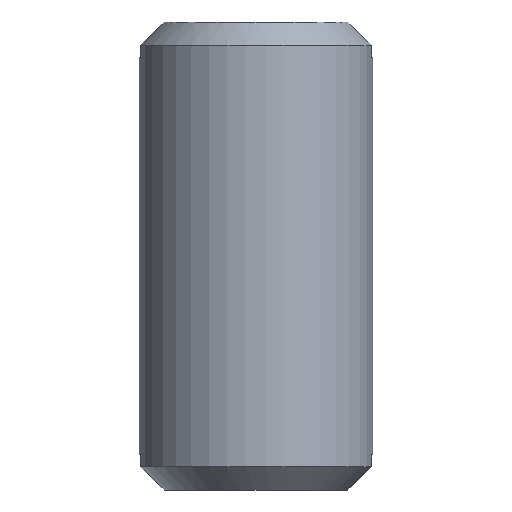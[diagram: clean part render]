
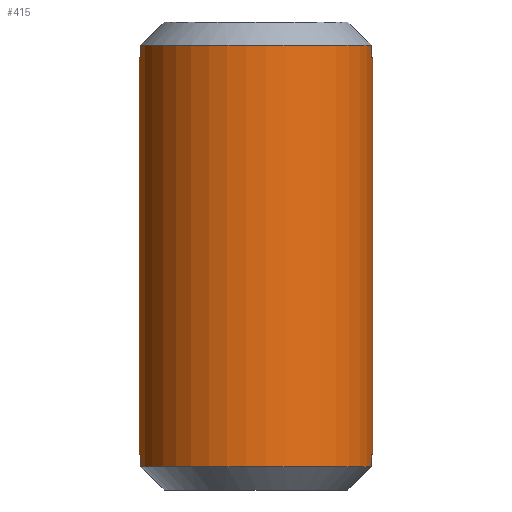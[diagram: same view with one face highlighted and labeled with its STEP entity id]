
A CAD part, front view. The second image highlights one B-rep face of the part: STEP entity #415.
In plain terms, the highlighted cylindrical face has radius 5 mm (diameter 10 mm), a partial arc.
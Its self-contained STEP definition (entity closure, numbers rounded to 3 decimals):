
#4 = CARTESIAN_POINT ( 'NONE',  ( -5., 0., -1.5 ) ) ;
#5 = VERTEX_POINT ( 'NONE', #141 ) ;
#6 = VERTEX_POINT ( 'NONE', #907 ) ;
#10 = CARTESIAN_POINT ( 'NONE',  ( 4.943, -0.75, -1.5 ) ) ;
#20 = VERTEX_POINT ( 'NONE', #541 ) ;
#29 = EDGE_CURVE ( 'NONE', #6, #615, #593, .T. ) ;
#31 = CARTESIAN_POINT ( 'NONE',  ( 4.943, -0.75, 0. ) ) ;
#47 = EDGE_CURVE ( 'NONE', #5, #521, #308, .T. ) ;
#49 = DIRECTION ( 'NONE',  ( 0., 0., 1. ) ) ;
#58 = DIRECTION ( 'NONE',  ( 0., 0., 1. ) ) ;
#60 = EDGE_CURVE ( 'NONE', #101, #174, #261, .T. ) ;
#61 = DIRECTION ( 'NONE',  ( 0., 0., -1. ) ) ;
#90 = DIRECTION ( 'NONE',  ( 1., 0., 0. ) ) ;
#101 = VERTEX_POINT ( 'NONE', #618 ) ;
#125 = DIRECTION ( 'NONE',  ( -1., 0., 0. ) ) ;
#129 = ORIENTED_EDGE ( 'NONE', *, *, #47, .T. ) ;
#132 = LINE ( 'NONE', #347, #829 ) ;
#141 = CARTESIAN_POINT ( 'NONE',  ( 4.943, -0.75, -18.5 ) ) ;
#159 = ORIENTED_EDGE ( 'NONE', *, *, #616, .T. ) ;
#160 = AXIS2_PLACEMENT_3D ( 'NONE', #336, #335, #125 ) ;
#167 = ORIENTED_EDGE ( 'NONE', *, *, #452, .T. ) ;
#174 = VERTEX_POINT ( 'NONE', #4 ) ;
#180 = EDGE_CURVE ( 'NONE', #20, #852, #768, .T. ) ;
#186 = VECTOR ( 'NONE', #577, 1000. ) ;
#199 = LINE ( 'NONE', #31, #517 ) ;
#234 = AXIS2_PLACEMENT_3D ( 'NONE', #661, #810, #873 ) ;
#237 = CARTESIAN_POINT ( 'NONE',  ( 5., 0., -18.5 ) ) ;
#260 = CARTESIAN_POINT ( 'NONE',  ( 0., 0., -18.5 ) ) ;
#261 = LINE ( 'NONE', #745, #429 ) ;
#266 = AXIS2_PLACEMENT_3D ( 'NONE', #378, #559, #90 ) ;
#271 = DIRECTION ( 'NONE',  ( -1., 0., 0. ) ) ;
#308 = CIRCLE ( 'NONE', #883, 5. ) ;
#333 = LINE ( 'NONE', #879, #863 ) ;
#335 = DIRECTION ( 'NONE',  ( 0., 0., -1. ) ) ;
#336 = CARTESIAN_POINT ( 'NONE',  ( 0., 0., -1.5 ) ) ;
#340 = DIRECTION ( 'NONE',  ( 0., 0., 1. ) ) ;
#341 = AXIS2_PLACEMENT_3D ( 'NONE', #604, #58, #754 ) ;
#347 = CARTESIAN_POINT ( 'NONE',  ( -4.943, -0.75, 0. ) ) ;
#358 = ORIENTED_EDGE ( 'NONE', *, *, #476, .T. ) ;
#363 = CARTESIAN_POINT ( 'NONE',  ( -4.943, -0.75, 0. ) ) ;
#370 = FACE_OUTER_BOUND ( 'NONE', #875, .T. ) ;
#378 = CARTESIAN_POINT ( 'NONE',  ( 0., 0., -18.5 ) ) ;
#387 = ORIENTED_EDGE ( 'NONE', *, *, #775, .T. ) ;
#415 = ADVANCED_FACE ( 'NONE', ( #370 ), #712, .T. ) ;
#426 = VERTEX_POINT ( 'NONE', #519 ) ;
#429 = VECTOR ( 'NONE', #737, 1000. ) ;
#452 = EDGE_CURVE ( 'NONE', #426, #174, #662, .T. ) ;
#454 = VECTOR ( 'NONE', #780, 1000. ) ;
#456 = CIRCLE ( 'NONE', #266, 5. ) ;
#461 = CARTESIAN_POINT ( 'NONE',  ( -4.943, -0.75, -1. ) ) ;
#462 = CARTESIAN_POINT ( 'NONE',  ( 4.943, -0.75, -19. ) ) ;
#476 = EDGE_CURVE ( 'NONE', #703, #426, #132, .T. ) ;
#481 = DIRECTION ( 'NONE',  ( 0., 0., 1. ) ) ;
#484 = DIRECTION ( 'NONE',  ( 1., 0., 0. ) ) ;
#485 = ORIENTED_EDGE ( 'NONE', *, *, #180, .T. ) ;
#517 = VECTOR ( 'NONE', #340, 1000. ) ;
#519 = CARTESIAN_POINT ( 'NONE',  ( -4.943, -0.75, -1.5 ) ) ;
#521 = VERTEX_POINT ( 'NONE', #237 ) ;
#526 = ORIENTED_EDGE ( 'NONE', *, *, #29, .T. ) ;
#527 = EDGE_CURVE ( 'NONE', #521, #6, #787, .T. ) ;
#530 = DIRECTION ( 'NONE',  ( 0., 0., -1. ) ) ;
#537 = ORIENTED_EDGE ( 'NONE', *, *, #726, .T. ) ;
#541 = CARTESIAN_POINT ( 'NONE',  ( -4.943, -0.75, -18.5 ) ) ;
#543 = CIRCLE ( 'NONE', #341, 5. ) ;
#545 = CARTESIAN_POINT ( 'NONE',  ( 4.943, -0.75, -1. ) ) ;
#554 = CIRCLE ( 'NONE', #865, 5. ) ;
#559 = DIRECTION ( 'NONE',  ( 0., 0., 1. ) ) ;
#570 = EDGE_CURVE ( 'NONE', #703, #602, #554, .T. ) ;
#577 = DIRECTION ( 'NONE',  ( 0., 0., 1. ) ) ;
#593 = CIRCLE ( 'NONE', #160, 5. ) ;
#599 = CARTESIAN_POINT ( 'NONE',  ( 0., 0., -1.5 ) ) ;
#602 = VERTEX_POINT ( 'NONE', #545 ) ;
#604 = CARTESIAN_POINT ( 'NONE',  ( 0., 0., -19. ) ) ;
#615 = VERTEX_POINT ( 'NONE', #10 ) ;
#616 = EDGE_CURVE ( 'NONE', #101, #20, #456, .T. ) ;
#618 = CARTESIAN_POINT ( 'NONE',  ( -5., 0., -18.5 ) ) ;
#625 = ORIENTED_EDGE ( 'NONE', *, *, #527, .T. ) ;
#639 = ORIENTED_EDGE ( 'NONE', *, *, #839, .T. ) ;
#661 = CARTESIAN_POINT ( 'NONE',  ( 0., 0., 0. ) ) ;
#662 = CIRCLE ( 'NONE', #708, 5. ) ;
#688 = CARTESIAN_POINT ( 'NONE',  ( 0., 0., -1. ) ) ;
#703 = VERTEX_POINT ( 'NONE', #461 ) ;
#708 = AXIS2_PLACEMENT_3D ( 'NONE', #599, #530, #271 ) ;
#712 = CYLINDRICAL_SURFACE ( 'NONE', #234, 5. ) ;
#726 = EDGE_CURVE ( 'NONE', #901, #5, #199, .T. ) ;
#737 = DIRECTION ( 'NONE',  ( 0., 0., 1. ) ) ;
#744 = ORIENTED_EDGE ( 'NONE', *, *, #570, .F. ) ;
#745 = CARTESIAN_POINT ( 'NONE',  ( -5., 0., 0. ) ) ;
#754 = DIRECTION ( 'NONE',  ( 1., 0., 0. ) ) ;
#768 = LINE ( 'NONE', #363, #454 ) ;
#775 = EDGE_CURVE ( 'NONE', #615, #602, #333, .T. ) ;
#780 = DIRECTION ( 'NONE',  ( 0., 0., -1. ) ) ;
#787 = LINE ( 'NONE', #791, #186 ) ;
#791 = CARTESIAN_POINT ( 'NONE',  ( 5., 0., 0. ) ) ;
#810 = DIRECTION ( 'NONE',  ( 0., 0., 1. ) ) ;
#820 = DIRECTION ( 'NONE',  ( 0., 0., 1. ) ) ;
#829 = VECTOR ( 'NONE', #61, 1000. ) ;
#839 = EDGE_CURVE ( 'NONE', #852, #901, #543, .T. ) ;
#852 = VERTEX_POINT ( 'NONE', #892 ) ;
#863 = VECTOR ( 'NONE', #49, 1000. ) ;
#865 = AXIS2_PLACEMENT_3D ( 'NONE', #688, #481, #484 ) ;
#873 = DIRECTION ( 'NONE',  ( 1., 0., 0. ) ) ;
#875 = EDGE_LOOP ( 'NONE', ( #895, #159, #485, #639, #537, #129, #625, #526, #387, #744, #358, #167 ) ) ;
#878 = DIRECTION ( 'NONE',  ( 1., 0., 0. ) ) ;
#879 = CARTESIAN_POINT ( 'NONE',  ( 4.943, -0.75, 0. ) ) ;
#883 = AXIS2_PLACEMENT_3D ( 'NONE', #260, #820, #878 ) ;
#892 = CARTESIAN_POINT ( 'NONE',  ( -4.943, -0.75, -19. ) ) ;
#895 = ORIENTED_EDGE ( 'NONE', *, *, #60, .F. ) ;
#901 = VERTEX_POINT ( 'NONE', #462 ) ;
#907 = CARTESIAN_POINT ( 'NONE',  ( 5., 0., -1.5 ) ) ;
